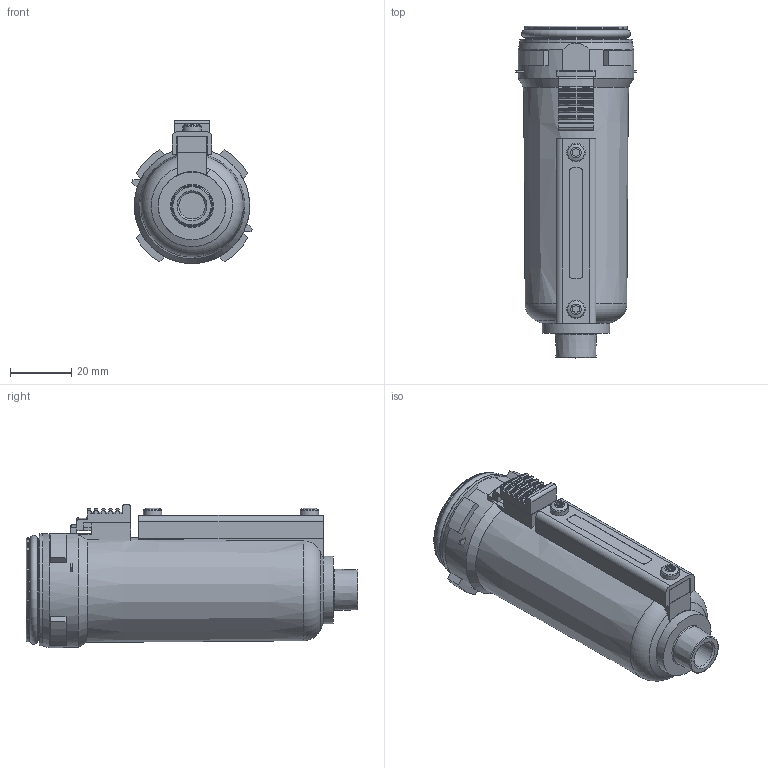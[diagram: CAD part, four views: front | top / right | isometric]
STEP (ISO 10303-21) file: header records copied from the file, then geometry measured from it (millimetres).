
FILE_DESCRIPTION( ( 'STEP AP203' ), ' ' );
FILE_NAME( '90001.0222.stp', '2017-03-10T08:36:33', ( '' ), ( '' ), ' ', 'PARTsolutions', ' ' );
FILE_SCHEMA( ( 'CONFIG_CONTROL_DESIGN' ) );
Length unit declared in the file: millimetre
Products named in the file (4): 90001.0222; _90001.0222_G; _90001.0222_RE; _90001.0222_DIS
Assembly tree (3 placements, depth 2):
  90001.0222
    _90001.0222_G
    _90001.0222_RE
    _90001.0222_DIS
Bounding box: 39.18 x 108 x 46.6 mm (x, y, z)
Volume: 98428.4 mm3; surface area: 18692.5 mm2
Topology: 3 solids, 3 shells, 232 faces, 614 edges, 401 vertices
Faces by surface type: plane 121, cylinder 62, torus 34, cone 11, sphere 2, bspline 2
Full cylindrical faces by diameter (mm): 6 x2, 8.566 x1, 22 x1, 32.6 x2, 33.8 x1, 36.5 x1
Entity records: 7446 total; most frequent: CARTESIAN_POINT 1646, DIRECTION 1183, ORIENTED_EDGE 1162, EDGE_CURVE 581, AXIS2_PLACEMENT_3D 428, VERTEX_POINT 397, LINE 327, VECTOR 327
